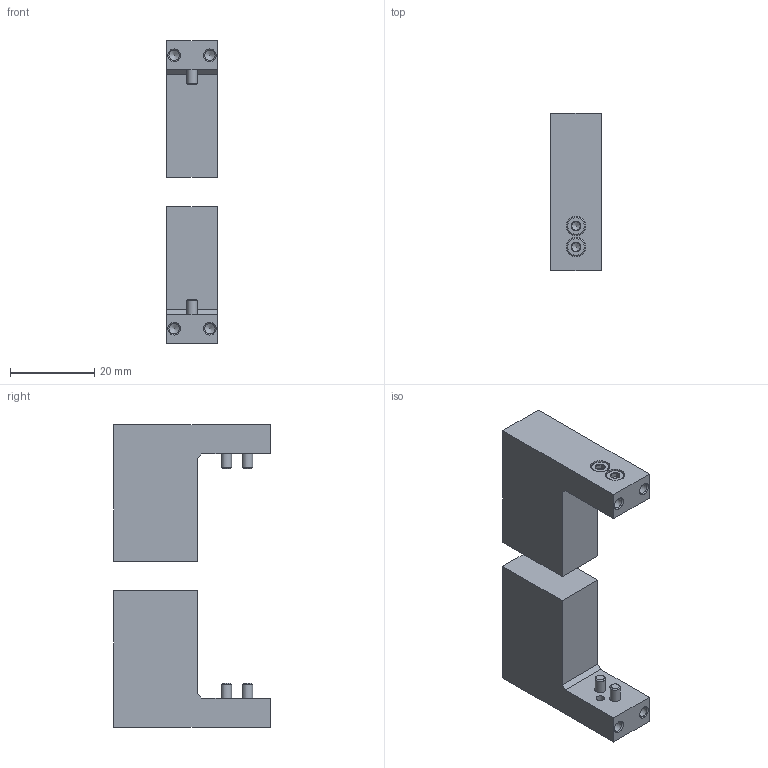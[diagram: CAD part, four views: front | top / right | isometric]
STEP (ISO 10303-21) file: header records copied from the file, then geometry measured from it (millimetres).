
FILE_DESCRIPTION(/* description */ ('STEP AP214'),/* implementation_level */ '2;1');
FILE_NAME(/* name */ '1180947_BUB-HGPD-16',/* time_stamp */ '2024-08-05T15:26:50+02:00',/* author */ ('License CC BY-ND 4.0'),/* organization */ ('CADENAS'),/* preprocessor_version */ 'ST-DEVELOPER v19.3',/* originating_system */ 'PARTsolutions',/* authorisation */ ' ');
FILE_SCHEMA (('AUTOMOTIVE_DESIGN {1 0 10303 214 3 1 1}'));
Length unit declared in the file: millimetre
Products named in the file (3): 1180947 BUB-HGPD-16; 1180947 BUB-HGPD-16---(P); DIN-912 - M2.5x8(F)
Assembly tree (6 placements, depth 2):
  1180947 BUB-HGPD-16
    1180947 BUB-HGPD-16---(P)  x2
    DIN-912 - M2.5x8(F)  x4
Bounding box: 12 x 37.3 x 72 mm (x, y, z)
Volume: 18432.1 mm3; surface area: 7373.8 mm2
Topology: 6 solids, 6 shells, 162 faces, 326 edges, 184 vertices
Faces by surface type: plane 82, cone 56, cylinder 24
Full cylindrical faces by diameter (mm): 2 x4, 2.459 x4, 2.5 x4, 2.6 x4, 4.5 x4, 4.6 x4
Entity records: 1367 total; most frequent: DIRECTION 235, CARTESIAN_POINT 230, ORIENTED_EDGE 166, AXIS2_PLACEMENT_3D 98, FACE_BOUND 86, EDGE_CURVE 83, EDGE_LOOP 81, VERTEX_POINT 63
